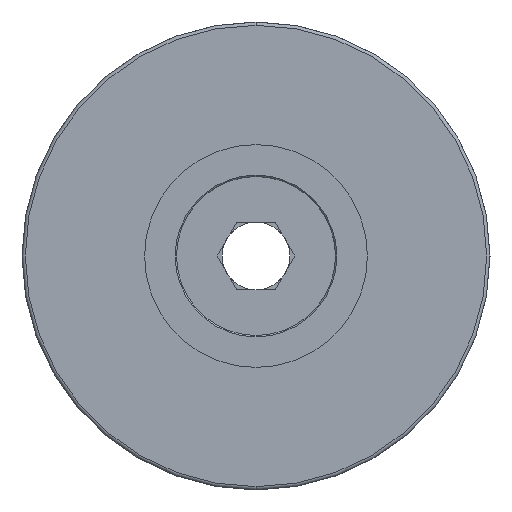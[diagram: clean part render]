
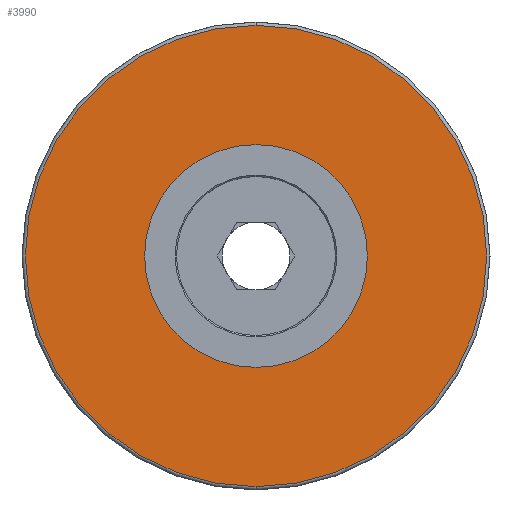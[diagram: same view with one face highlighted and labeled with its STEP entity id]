
A CAD part, front view. The second image highlights one B-rep face of the part: STEP entity #3990.
In plain terms, the highlighted planar face has unit normal (0, -1, 0).
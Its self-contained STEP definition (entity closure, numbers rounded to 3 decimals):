
#91 = EDGE_CURVE ( 'NONE', #142, #4439, #268, .T. ) ;
#142 = VERTEX_POINT ( 'NONE', #2824 ) ;
#268 = CIRCLE ( 'NONE', #3161, 20.698 ) ;
#314 = AXIS2_PLACEMENT_3D ( 'NONE', #663, #2634, #4606 ) ;
#480 = VERTEX_POINT ( 'NONE', #6321 ) ;
#521 = AXIS2_PLACEMENT_3D ( 'NONE', #1482, #2933, #4906 ) ;
#663 = CARTESIAN_POINT ( 'NONE',  ( 0., -15., 0. ) ) ;
#707 = DIRECTION ( 'NONE',  ( 0., 0., -1. ) ) ;
#838 = DIRECTION ( 'NONE',  ( 0., 0., 1. ) ) ;
#1482 = CARTESIAN_POINT ( 'NONE',  ( 7.255, -15., 0. ) ) ;
#1641 = ORIENTED_EDGE ( 'NONE', *, *, #6066, .F. ) ;
#1936 = VERTEX_POINT ( 'NONE', #3356 ) ;
#2042 = EDGE_CURVE ( 'NONE', #4439, #142, #5047, .T. ) ;
#2213 = ORIENTED_EDGE ( 'NONE', *, *, #4972, .F. ) ;
#2402 = DIRECTION ( 'NONE',  ( 0., -1., 0. ) ) ;
#2448 = FACE_OUTER_BOUND ( 'NONE', #3074, .T. ) ;
#2634 = DIRECTION ( 'NONE',  ( 0., -1., 0. ) ) ;
#2824 = CARTESIAN_POINT ( 'NONE',  ( 0., -15., -20.698 ) ) ;
#2933 = DIRECTION ( 'NONE',  ( 0., -1., 0. ) ) ;
#3074 = EDGE_LOOP ( 'NONE', ( #3878, #5935 ) ) ;
#3161 = AXIS2_PLACEMENT_3D ( 'NONE', #4248, #3212, #6260 ) ;
#3212 = DIRECTION ( 'NONE',  ( 0., -1., 0. ) ) ;
#3256 = DIRECTION ( 'NONE',  ( 0., -1., 0. ) ) ;
#3282 = AXIS2_PLACEMENT_3D ( 'NONE', #5797, #2402, #838 ) ;
#3356 = CARTESIAN_POINT ( 'NONE',  ( 0., -15., -10. ) ) ;
#3424 = PLANE ( 'NONE',  #521 ) ;
#3720 = CARTESIAN_POINT ( 'NONE',  ( 0., -15., 0. ) ) ;
#3844 = CIRCLE ( 'NONE', #5496, 10. ) ;
#3878 = ORIENTED_EDGE ( 'NONE', *, *, #91, .T. ) ;
#3990 = ADVANCED_FACE ( 'NONE', ( #5921, #2448 ), #3424, .T. ) ;
#4071 = EDGE_LOOP ( 'NONE', ( #1641, #2213 ) ) ;
#4248 = CARTESIAN_POINT ( 'NONE',  ( 0., -15., 0. ) ) ;
#4439 = VERTEX_POINT ( 'NONE', #5571 ) ;
#4606 = DIRECTION ( 'NONE',  ( 0., 0., -1. ) ) ;
#4906 = DIRECTION ( 'NONE',  ( -1., 0., 0. ) ) ;
#4972 = EDGE_CURVE ( 'NONE', #480, #1936, #3844, .T. ) ;
#5047 = CIRCLE ( 'NONE', #3282, 20.698 ) ;
#5496 = AXIS2_PLACEMENT_3D ( 'NONE', #3720, #3256, #707 ) ;
#5571 = CARTESIAN_POINT ( 'NONE',  ( 0., -15., 20.698 ) ) ;
#5795 = CIRCLE ( 'NONE', #314, 10. ) ;
#5797 = CARTESIAN_POINT ( 'NONE',  ( 0., -15., 0. ) ) ;
#5921 = FACE_BOUND ( 'NONE', #4071, .T. ) ;
#5935 = ORIENTED_EDGE ( 'NONE', *, *, #2042, .T. ) ;
#6066 = EDGE_CURVE ( 'NONE', #1936, #480, #5795, .T. ) ;
#6260 = DIRECTION ( 'NONE',  ( 0., 0., 1. ) ) ;
#6321 = CARTESIAN_POINT ( 'NONE',  ( 0., -15., 10. ) ) ;
